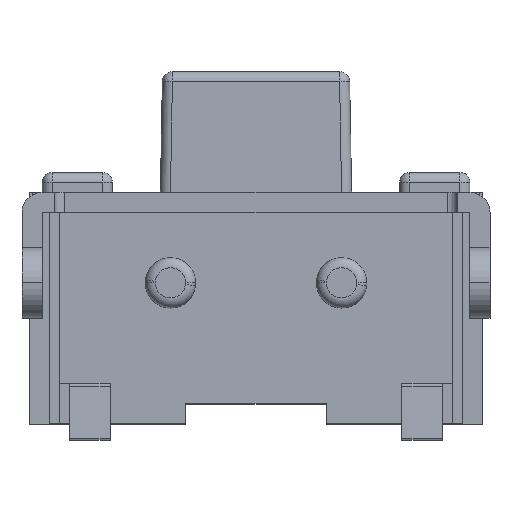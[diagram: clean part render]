
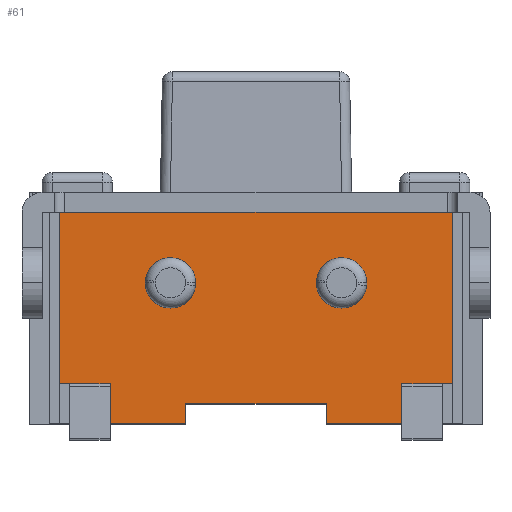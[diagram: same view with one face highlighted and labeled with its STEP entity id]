
A CAD part, top view. The second image highlights one B-rep face of the part: STEP entity #61.
In plain terms, the highlighted planar face has unit normal (0, 0, 1).
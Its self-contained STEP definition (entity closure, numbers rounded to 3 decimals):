
#61=ADVANCED_FACE('',(#658,#659,#660),#661,.T.);
#658=FACE_OUTER_BOUND('',#1843,.T.);
#659=FACE_BOUND('',#1844,.T.);
#660=FACE_BOUND('',#1845,.T.);
#661=PLANE('',#1846);
#1843=EDGE_LOOP('',(#3129,#3130,#3131,#3132,#3133,#3134,#3135,#3136,#3137,#3138,#3139,#3140,#3141,#3142));
#1844=EDGE_LOOP('',(#3143,#3144));
#1845=EDGE_LOOP('',(#3145,#3146));
#1846=AXIS2_PLACEMENT_3D('',#3147,#3148,#3149);
#3129=ORIENTED_EDGE('',*,*,#8061,.T.);
#3130=ORIENTED_EDGE('',*,*,#8062,.T.);
#3131=ORIENTED_EDGE('',*,*,#8063,.F.);
#3132=ORIENTED_EDGE('',*,*,#8064,.T.);
#3133=ORIENTED_EDGE('',*,*,#8065,.F.);
#3134=ORIENTED_EDGE('',*,*,#8066,.F.);
#3135=ORIENTED_EDGE('',*,*,#8067,.T.);
#3136=ORIENTED_EDGE('',*,*,#8068,.F.);
#3137=ORIENTED_EDGE('',*,*,#8069,.F.);
#3138=ORIENTED_EDGE('',*,*,#8033,.T.);
#3139=ORIENTED_EDGE('',*,*,#8070,.T.);
#3140=ORIENTED_EDGE('',*,*,#8060,.T.);
#3141=ORIENTED_EDGE('',*,*,#8071,.F.);
#3142=ORIENTED_EDGE('',*,*,#8035,.T.);
#3143=ORIENTED_EDGE('',*,*,#8072,.F.);
#3144=ORIENTED_EDGE('',*,*,#8073,.F.);
#3145=ORIENTED_EDGE('',*,*,#8074,.F.);
#3146=ORIENTED_EDGE('',*,*,#8075,.F.);
#3147=CARTESIAN_POINT('',(-1.95,0.0,1.7));
#3148=DIRECTION('',(0.0,0.0,1.0));
#3149=DIRECTION('',(1.0,0.0,0.0));
#8033=EDGE_CURVE('',#9689,#9704,#9706,.T.);
#8035=EDGE_CURVE('',#9710,#9707,#9711,.T.);
#8060=EDGE_CURVE('',#9738,#9754,#9756,.T.);
#8061=EDGE_CURVE('',#9707,#9757,#9758,.T.);
#8062=EDGE_CURVE('',#9757,#9759,#9760,.T.);
#8063=EDGE_CURVE('',#9761,#9759,#9762,.T.);
#8064=EDGE_CURVE('',#9761,#9763,#9764,.T.);
#8065=EDGE_CURVE('',#9765,#9763,#9766,.T.);
#8066=EDGE_CURVE('',#9767,#9765,#9768,.T.);
#8067=EDGE_CURVE('',#9767,#9769,#9770,.T.);
#8068=EDGE_CURVE('',#9771,#9769,#9772,.T.);
#8069=EDGE_CURVE('',#9689,#9771,#9773,.T.);
#8070=EDGE_CURVE('',#9704,#9738,#9774,.T.);
#8071=EDGE_CURVE('',#9710,#9754,#9775,.T.);
#8072=EDGE_CURVE('',#9776,#9777,#9778,.T.);
#8073=EDGE_CURVE('',#9777,#9776,#9779,.T.);
#8074=EDGE_CURVE('',#9780,#9781,#9782,.T.);
#8075=EDGE_CURVE('',#9781,#9780,#9783,.T.);
#9689=VERTEX_POINT('',#12393);
#9704=VERTEX_POINT('',#12415);
#9706=LINE('',#12418,#12419);
#9707=VERTEX_POINT('',#12420);
#9710=VERTEX_POINT('',#12424);
#9711=LINE('',#12425,#12426);
#9738=VERTEX_POINT('',#12468);
#9754=VERTEX_POINT('',#12492);
#9756=LINE('',#12495,#12496);
#9757=VERTEX_POINT('',#12497);
#9758=LINE('',#12498,#12499);
#9759=VERTEX_POINT('',#12500);
#9760=LINE('',#12501,#12502);
#9761=VERTEX_POINT('',#12503);
#9762=LINE('',#12504,#12505);
#9763=VERTEX_POINT('',#12506);
#9764=LINE('',#12507,#12508);
#9765=VERTEX_POINT('',#12509);
#9766=LINE('',#12510,#12511);
#9767=VERTEX_POINT('',#12512);
#9768=LINE('',#12513,#12514);
#9769=VERTEX_POINT('',#12515);
#9770=LINE('',#12516,#12517);
#9771=VERTEX_POINT('',#12518);
#9772=LINE('',#12519,#12520);
#9773=LINE('',#12521,#12522);
#9774=LINE('',#12523,#12524);
#9775=LINE('',#12525,#12526);
#9776=VERTEX_POINT('',#12527);
#9777=VERTEX_POINT('',#12528);
#9778=CIRCLE('',#12529,0.25);
#9779=CIRCLE('',#12530,0.25);
#9780=VERTEX_POINT('',#12531);
#9781=VERTEX_POINT('',#12532);
#9782=CIRCLE('',#12533,0.25);
#9783=CIRCLE('',#12534,0.25);
#12393=CARTESIAN_POINT('',(-1.45,0.0,1.7));
#12415=CARTESIAN_POINT('',(-0.7,0.0,1.7));
#12418=CARTESIAN_POINT('',(-1.45,0.0,1.7));
#12419=VECTOR('',#16597,0.75);
#12420=CARTESIAN_POINT('',(1.45,0.0,1.7));
#12424=CARTESIAN_POINT('',(0.7,0.0,1.7));
#12425=CARTESIAN_POINT('',(0.7,0.0,1.7));
#12426=VECTOR('',#16599,0.75);
#12468=CARTESIAN_POINT('',(-0.7,0.2,1.7));
#12492=CARTESIAN_POINT('',(0.7,0.2,1.7));
#12495=CARTESIAN_POINT('',(-0.7,0.2,1.7));
#12496=VECTOR('',#16624,1.4);
#12497=CARTESIAN_POINT('',(1.45,0.33,1.7));
#12498=CARTESIAN_POINT('',(1.45,0.0,1.7));
#12499=VECTOR('',#16625,0.33);
#12500=CARTESIAN_POINT('',(1.45,0.4,1.7));
#12501=CARTESIAN_POINT('',(1.45,0.33,1.7));
#12502=VECTOR('',#16626,0.07);
#12503=CARTESIAN_POINT('',(1.95,0.4,1.7));
#12504=CARTESIAN_POINT('',(1.95,0.4,1.7));
#12505=VECTOR('',#16627,0.5);
#12506=CARTESIAN_POINT('',(1.95,2.1,1.7));
#12507=CARTESIAN_POINT('',(1.95,0.4,1.7));
#12508=VECTOR('',#16628,1.7);
#12509=CARTESIAN_POINT('',(-1.95,2.1,1.7));
#12510=CARTESIAN_POINT('',(-1.95,2.1,1.7));
#12511=VECTOR('',#16629,3.9);
#12512=CARTESIAN_POINT('',(-1.95,0.4,1.7));
#12513=CARTESIAN_POINT('',(-1.95,0.4,1.7));
#12514=VECTOR('',#16630,1.7);
#12515=CARTESIAN_POINT('',(-1.45,0.4,1.7));
#12516=CARTESIAN_POINT('',(-1.95,0.4,1.7));
#12517=VECTOR('',#16631,0.5);
#12518=CARTESIAN_POINT('',(-1.45,0.33,1.7));
#12519=CARTESIAN_POINT('',(-1.45,0.33,1.7));
#12520=VECTOR('',#16632,0.07);
#12521=CARTESIAN_POINT('',(-1.45,0.0,1.7));
#12522=VECTOR('',#16633,0.33);
#12523=CARTESIAN_POINT('',(-0.7,0.0,1.7));
#12524=VECTOR('',#16634,0.2);
#12525=CARTESIAN_POINT('',(0.7,0.0,1.7));
#12526=VECTOR('',#16635,0.2);
#12527=CARTESIAN_POINT('',(0.6,1.4,1.7));
#12528=CARTESIAN_POINT('',(1.1,1.4,1.7));
#12529=AXIS2_PLACEMENT_3D('',#16636,#16637,#16638);
#12530=AXIS2_PLACEMENT_3D('',#16639,#16640,#16641);
#12531=CARTESIAN_POINT('',(-1.1,1.4,1.7));
#12532=CARTESIAN_POINT('',(-0.6,1.4,1.7));
#12533=AXIS2_PLACEMENT_3D('',#16642,#16643,#16644);
#12534=AXIS2_PLACEMENT_3D('',#16645,#16646,#16647);
#16597=DIRECTION('',(1.0,0.0,0.0));
#16599=DIRECTION('',(1.0,0.0,0.0));
#16624=DIRECTION('',(1.0,0.0,0.0));
#16625=DIRECTION('',(0.0,1.0,0.0));
#16626=DIRECTION('',(0.0,1.0,0.0));
#16627=DIRECTION('',(-1.0,0.0,0.0));
#16628=DIRECTION('',(0.0,1.0,0.0));
#16629=DIRECTION('',(1.0,0.0,0.0));
#16630=DIRECTION('',(0.0,1.0,0.0));
#16631=DIRECTION('',(1.0,0.0,0.0));
#16632=DIRECTION('',(0.0,1.0,0.0));
#16633=DIRECTION('',(0.0,1.0,0.0));
#16634=DIRECTION('',(0.0,1.0,0.0));
#16635=DIRECTION('',(0.0,1.0,0.0));
#16636=CARTESIAN_POINT('',(0.85,1.4,1.7));
#16637=DIRECTION('',(0.0,0.0,1.0));
#16638=DIRECTION('',(-1.0,0.0,0.0));
#16639=CARTESIAN_POINT('',(0.85,1.4,1.7));
#16640=DIRECTION('',(0.0,0.0,1.0));
#16641=DIRECTION('',(1.0,0.0,0.0));
#16642=CARTESIAN_POINT('',(-0.85,1.4,1.7));
#16643=DIRECTION('',(0.0,0.0,1.0));
#16644=DIRECTION('',(-1.0,0.0,0.0));
#16645=CARTESIAN_POINT('',(-0.85,1.4,1.7));
#16646=DIRECTION('',(0.0,0.0,1.0));
#16647=DIRECTION('',(1.0,0.0,0.0));
